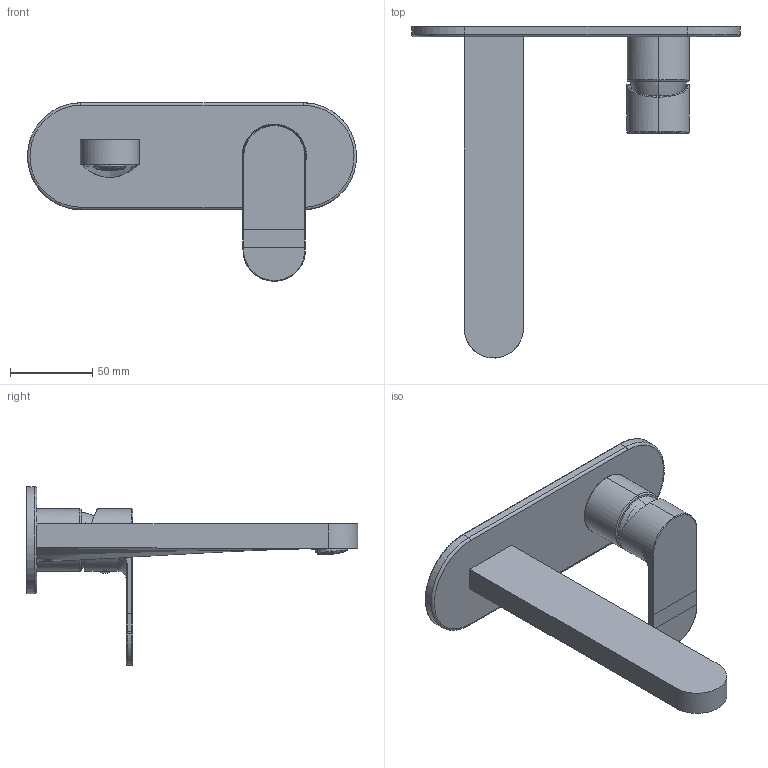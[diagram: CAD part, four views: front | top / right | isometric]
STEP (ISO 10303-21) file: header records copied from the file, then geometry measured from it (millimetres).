
FILE_DESCRIPTION(/* description */ (''),/* implementation_level */ '2;1');
FILE_NAME(/* name */ 'STEP - 164032601.2_2265223',/* time_stamp */ '2024-05-29T07:49:45+10:00',/* author */ (''),/* organization */ (''),/* preprocessor_version */ 'ST-DEVELOPER v16.5',/* originating_system */ 'Rhino 7.23',/* authorisation */ '');
FILE_SCHEMA (('AUTOMOTIVE_DESIGN'));
Length unit declared in the file: millimetre
Products named in the file (13): Document; 1640326012RECE0_ASM; 203125362426; 205010641601; 203101329901; Block 04; 2020304107266; 20501180160145; 2020169802267; 2050508001262; 2060281801261; 2080008006013; 206024590126
Assembly tree (13 placements, depth 4):
  Document
    1640326012RECE0_ASM
      203125362426
      205010641601  x2
      203101329901
        Block 04
      2020304107266
      20501180160145
      2020169802267
      2050508001262
      2060281801261
      2080008006013
      206024590126
Bounding box: 199.95 x 201.77 x 108.5 mm (x, y, z)
Volume: 97893.7 mm3; surface area: 97678.6 mm2
Topology: 12 solids, 12 shells, 1623 faces, 4229 edges, 2732 vertices
Faces by surface type: plane 1261, bspline 189, cylinder 173
Entity records: 54987 total; most frequent: CARTESIAN_POINT 26271, ORIENTED_EDGE 8358, EDGE_CURVE 4179, B_SPLINE_CURVE_WITH_KNOTS 3681, VERTEX_POINT 2711, EDGE_LOOP 1744, ADVANCED_FACE 1607, FACE_OUTER_BOUND 1607
